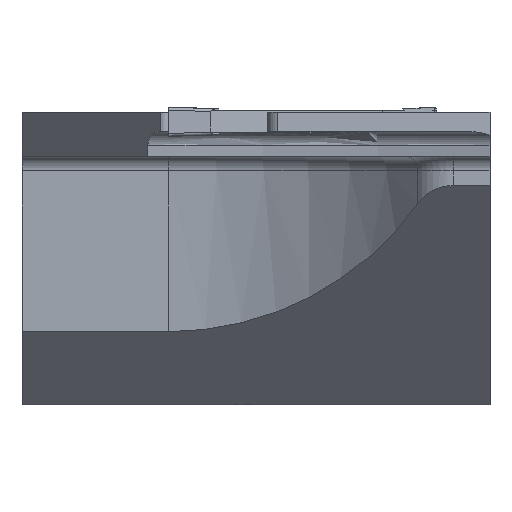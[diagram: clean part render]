
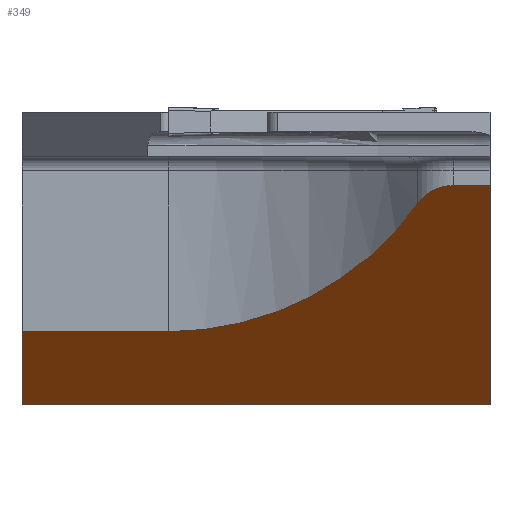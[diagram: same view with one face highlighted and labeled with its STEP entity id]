
A CAD part, left-side view. The second image highlights one B-rep face of the part: STEP entity #349.
In plain terms, the highlighted planar face has unit normal (-0.707, 0, -0.707).
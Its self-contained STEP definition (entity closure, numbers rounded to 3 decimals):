
#268=ELLIPSE('',#1488,4.243,3.);
#269=ELLIPSE('',#1491,29.698,21.);
#349=ADVANCED_FACE('',(#451),#409,.F.);
#409=PLANE('',#1493);
#451=FACE_OUTER_BOUND('',#515,.T.);
#515=EDGE_LOOP('',(#879,#880,#881,#882,#883,#884,#885));
#584=LINE('',#2007,#691);
#591=LINE('',#2021,#698);
#597=LINE('',#2035,#704);
#606=LINE('',#2104,#713);
#609=LINE('',#2110,#716);
#691=VECTOR('',#1627,1.);
#698=VECTOR('',#1636,1.);
#704=VECTOR('',#1648,1.);
#713=VECTOR('',#1681,1.);
#716=VECTOR('',#1686,1.);
#879=ORIENTED_EDGE('',*,*,#1315,.F.);
#880=ORIENTED_EDGE('',*,*,#1318,.F.);
#881=ORIENTED_EDGE('',*,*,#1320,.F.);
#882=ORIENTED_EDGE('',*,*,#1312,.F.);
#883=ORIENTED_EDGE('',*,*,#1285,.F.);
#884=ORIENTED_EDGE('',*,*,#1293,.F.);
#885=ORIENTED_EDGE('',*,*,#1278,.F.);
#1159=VERTEX_POINT('',#2006);
#1160=VERTEX_POINT('',#2008);
#1165=VERTEX_POINT('',#2020);
#1166=VERTEX_POINT('',#2022);
#1180=VERTEX_POINT('',#2102);
#1182=VERTEX_POINT('',#2109);
#1184=VERTEX_POINT('',#2115);
#1278=EDGE_CURVE('',#1159,#1160,#584,.T.);
#1285=EDGE_CURVE('',#1165,#1166,#591,.T.);
#1293=EDGE_CURVE('',#1160,#1165,#597,.T.);
#1312=EDGE_CURVE('',#1166,#1180,#606,.T.);
#1315=EDGE_CURVE('',#1182,#1159,#609,.T.);
#1318=EDGE_CURVE('',#1184,#1182,#268,.T.);
#1320=EDGE_CURVE('',#1180,#1184,#269,.T.);
#1488=AXIS2_PLACEMENT_3D('',#2116,#1692,#1693);
#1491=AXIS2_PLACEMENT_3D('',#2119,#1698,#1699);
#1493=AXIS2_PLACEMENT_3D('',#2121,#1702,#1703);
#1627=DIRECTION('',(0.707,0.,-0.707));
#1636=DIRECTION('',(-0.707,0.,0.707));
#1648=DIRECTION('',(0.,1.,0.));
#1681=DIRECTION('',(0.,-1.,0.));
#1686=DIRECTION('',(0.,-1.,0.));
#1692=DIRECTION('',(0.707,0.,0.707));
#1693=DIRECTION('',(-0.707,0.,0.707));
#1698=DIRECTION('',(-0.707,0.,-0.707));
#1699=DIRECTION('',(-0.707,0.,0.707));
#1702=DIRECTION('',(0.707,0.,0.707));
#1703=DIRECTION('',(0.707,0.,-0.707));
#2006=CARTESIAN_POINT('',(11.,-22.,-5.));
#2007=CARTESIAN_POINT('',(11.,-22.,-5.));
#2008=CARTESIAN_POINT('',(26.,-22.,-20.));
#2020=CARTESIAN_POINT('',(26.,10.,-20.));
#2021=CARTESIAN_POINT('',(11.,10.,-5.));
#2022=CARTESIAN_POINT('',(21.,10.,-15.));
#2035=CARTESIAN_POINT('',(26.,-29.,-20.));
#2102=CARTESIAN_POINT('',(21.,0.,-15.));
#2104=CARTESIAN_POINT('',(21.,-29.,-15.));
#2109=CARTESIAN_POINT('',(11.,-19.494,-5.));
#2110=CARTESIAN_POINT('',(11.,-29.,-5.));
#2115=CARTESIAN_POINT('',(12.25,-17.057,-6.25));
#2116=CARTESIAN_POINT('',(14.,-19.494,-8.));
#2119=CARTESIAN_POINT('',(0.,0.,6.));
#2121=CARTESIAN_POINT('',(11.,-29.,-5.));
